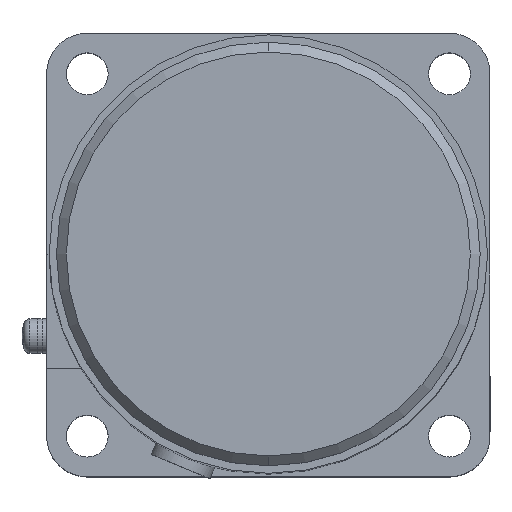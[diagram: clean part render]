
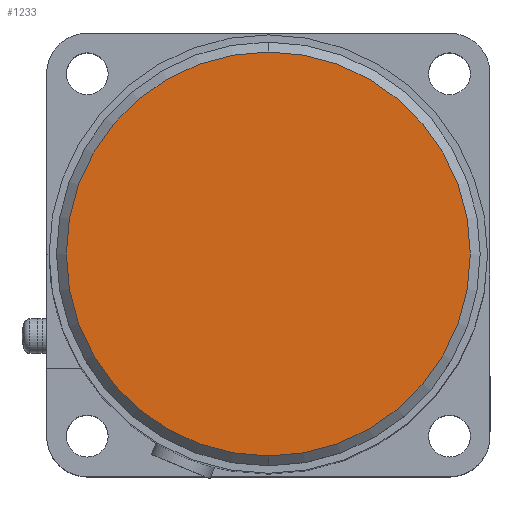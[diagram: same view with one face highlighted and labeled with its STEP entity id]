
A CAD part, top view. The second image highlights one B-rep face of the part: STEP entity #1233.
In plain terms, the highlighted planar face has unit normal (0, 0, 1).
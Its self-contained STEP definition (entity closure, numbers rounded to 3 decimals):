
#347 = DIRECTION ( 'NONE',  ( 0., 0., 1. ) ) ;
#351 = CARTESIAN_POINT ( 'NONE',  ( 0., 41., 120. ) ) ;
#945 = VERTEX_POINT ( 'NONE', #351 ) ;
#965 = DIRECTION ( 'NONE',  ( 0., -1., 0. ) ) ;
#1040 = CARTESIAN_POINT ( 'NONE',  ( 0., 0., 120. ) ) ;
#1098 = VERTEX_POINT ( 'NONE', #2321 ) ;
#1233 = ADVANCED_FACE ( 'NONE', ( #2761 ), #4085, .T. ) ;
#1667 = DIRECTION ( 'NONE',  ( 0., 0., 1. ) ) ;
#1805 = CIRCLE ( 'NONE', #1831, 41. ) ;
#1831 = AXIS2_PLACEMENT_3D ( 'NONE', #3064, #1667, #965 ) ;
#2321 = CARTESIAN_POINT ( 'NONE',  ( 0., -41., 120. ) ) ;
#2761 = FACE_OUTER_BOUND ( 'NONE', #4431, .T. ) ;
#3064 = CARTESIAN_POINT ( 'NONE',  ( 0., 0., 120. ) ) ;
#3432 = ORIENTED_EDGE ( 'NONE', *, *, #4530, .T. ) ;
#3961 = AXIS2_PLACEMENT_3D ( 'NONE', #6630, #5949, #5274 ) ;
#4085 = PLANE ( 'NONE',  #3961 ) ;
#4431 = EDGE_LOOP ( 'NONE', ( #3432, #5962 ) ) ;
#4530 = EDGE_CURVE ( 'NONE', #945, #1098, #1805, .T. ) ;
#4752 = EDGE_CURVE ( 'NONE', #1098, #945, #5890, .T. ) ;
#5163 = AXIS2_PLACEMENT_3D ( 'NONE', #1040, #347, #6337 ) ;
#5274 = DIRECTION ( 'NONE',  ( 0., -1., 0. ) ) ;
#5890 = CIRCLE ( 'NONE', #5163, 41. ) ;
#5949 = DIRECTION ( 'NONE',  ( 0., 0., 1. ) ) ;
#5962 = ORIENTED_EDGE ( 'NONE', *, *, #4752, .T. ) ;
#6337 = DIRECTION ( 'NONE',  ( 0., -1., 0. ) ) ;
#6630 = CARTESIAN_POINT ( 'NONE',  ( 0., 43., 120. ) ) ;
